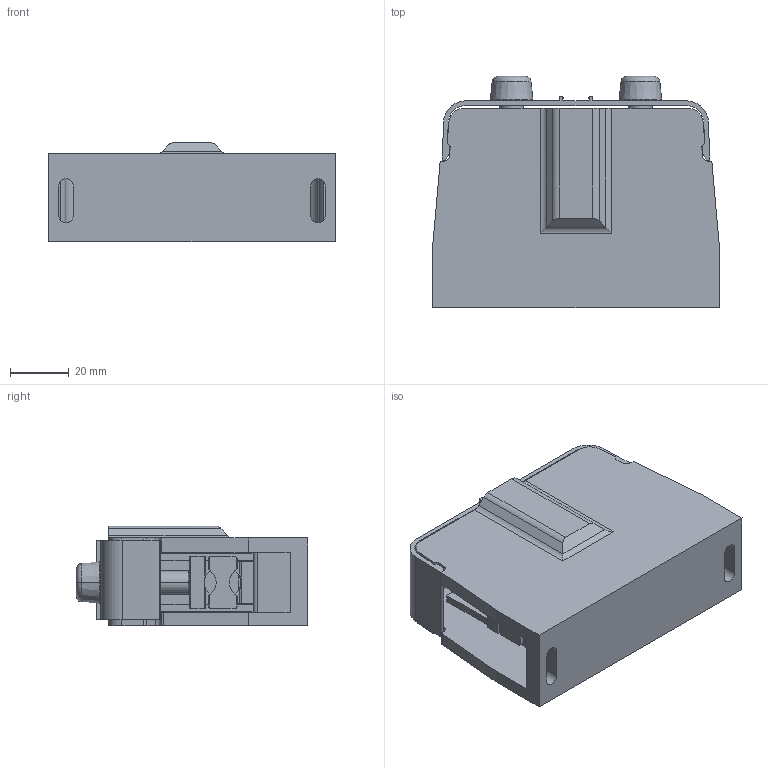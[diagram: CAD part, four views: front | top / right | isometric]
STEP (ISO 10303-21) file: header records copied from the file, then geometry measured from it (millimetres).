
FILE_DESCRIPTION((''),'2;1');
FILE_NAME('UJFX2-70_3P_ASM','2024-01-24T',('dell'),(''),'PRO/ENGINEER BY PARAMETRIC TECHNOLOGY CORPORATION, 2013230','PRO/ENGINEER BY PARAMETRIC TECHNOLOGY CORPORATION, 2013230','');
FILE_SCHEMA(('AUTOMOTIVE_DESIGN { 1 0 10303 214 1 1 1 1 }'));
Length unit declared in the file: millimetre
Products named in the file (1): UJFX2-70_3P_ASM
Bounding box: 98 x 79 x 34 mm (x, y, z)
Volume: 136250.9 mm3; surface area: 58751.1 mm2
Topology: 2 solids, 2 shells, 1016 faces, 3127 edges, 2067 vertices
Faces by surface type: plane 596, cylinder 388, torus 16, cone 16
Entity records: 35892 total; most frequent: CARTESIAN_POINT 8768, ORIENTED_EDGE 6254, DIRECTION 4846, EDGE_CURVE 3127, VECTOR 2100, LINE 2100, VERTEX_POINT 2067, AXIS2_PLACEMENT_3D 1373
